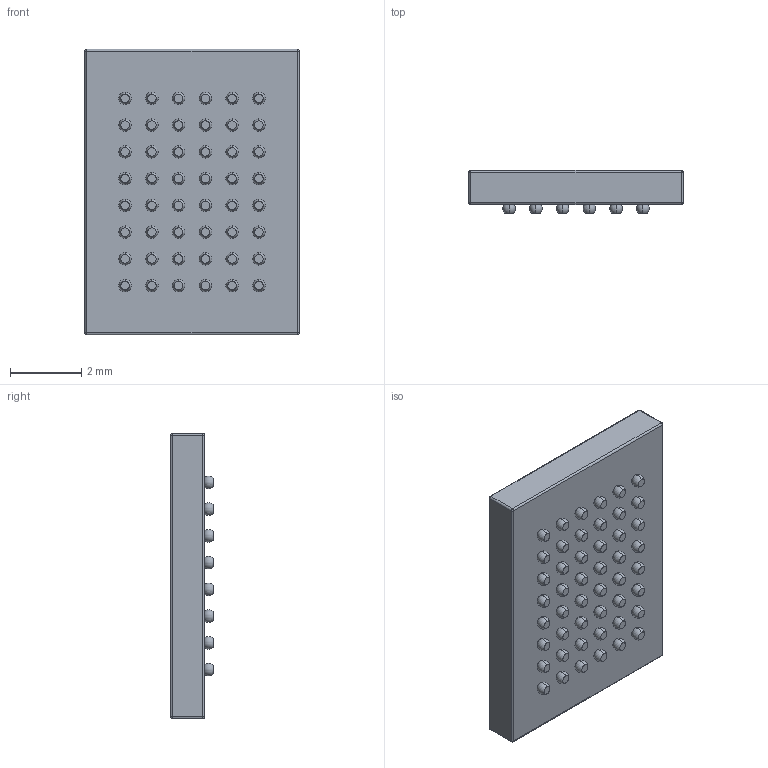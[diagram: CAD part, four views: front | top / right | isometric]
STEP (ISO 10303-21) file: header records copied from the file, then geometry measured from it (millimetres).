
FILE_DESCRIPTION (( 'STEP AP214' ), '1' );
FILE_NAME ('92368A6A-E70C-4D43-A454-D81CAC3784DB.STEP', '2023-01-11T14:00:32', ( '' ), ( '' ), 'SwSTEP 2.0', 'SolidWorks 2022', '' );
FILE_SCHEMA (( 'AUTOMOTIVE_DESIGN' ));
Length unit declared in the file: millimetre
Products named in the file (1): 92368A6A-E70C-4D43-A454-D81CAC3784DB
Bounding box: 6 x 1.2 x 8 mm (x, y, z)
Volume: 46.5 mm3; surface area: 133.7 mm2
Topology: 1 solids, 1 shells, 175 faces, 354 edges, 222 vertices
Faces by surface type: torus 96, plane 55, cylinder 14, sphere 8, cone 2
Entity records: 6649 total; most frequent: DIRECTION 1016, CARTESIAN_POINT 744, ORIENTED_EDGE 692, AXIS2_PLACEMENT_3D 494, EDGE_CURVE 346, CIRCLE 318, EDGE_LOOP 224, VERTEX_POINT 222
